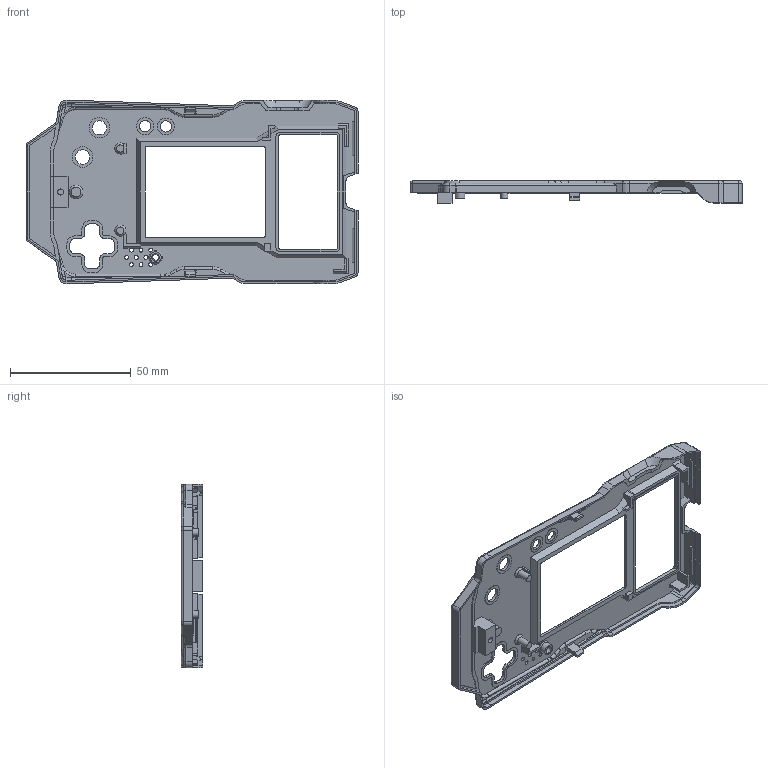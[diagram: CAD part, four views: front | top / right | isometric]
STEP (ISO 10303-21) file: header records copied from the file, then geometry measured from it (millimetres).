
FILE_DESCRIPTION(/* description */ (''),/* implementation_level */ '2;1');
FILE_NAME(/* name */ 'uCritAir Radio Top v3-110425.step',/* time_stamp */ '2025-11-04T18:10:56-07:00',/* author */ (''),/* organization */ (''),/* preprocessor_version */ 'ST-DEVELOPER v20.1',/* originating_system */ 'Autodesk Translation Framework v14.17.0.0',/* authorisation */ '');
FILE_SCHEMA (('AUTOMOTIVE_DESIGN { 1 0 10303 214 3 1 1 }'));
Length unit declared in the file: millimetre
Products named in the file (1): uCritAir Radio Top v3-110425
Bounding box: 137.5 x 9.1 x 76 mm (x, y, z)
Volume: 11786.8 mm3; surface area: 19794.6 mm2
Topology: 1 solids, 1 shells, 570 faces, 1602 edges, 1049 vertices
Faces by surface type: plane 308, cylinder 152, bspline 68, torus 29, cone 13
Full cylindrical faces by diameter (mm): 1.6 x9, 2.5 x1, 3 x2, 4 x1, 4.6 x2, 4.602 x1, 5.964 x1, 6.002 x1, 7 x1, 7.002 x1, 8.464 x1, 8.502 x1
Entity records: 19981 total; most frequent: CARTESIAN_POINT 5127, ORIENTED_EDGE 3202, DIRECTION 2996, EDGE_CURVE 1601, LINE 1050, VECTOR 1050, VERTEX_POINT 1049, AXIS2_PLACEMENT_3D 973
